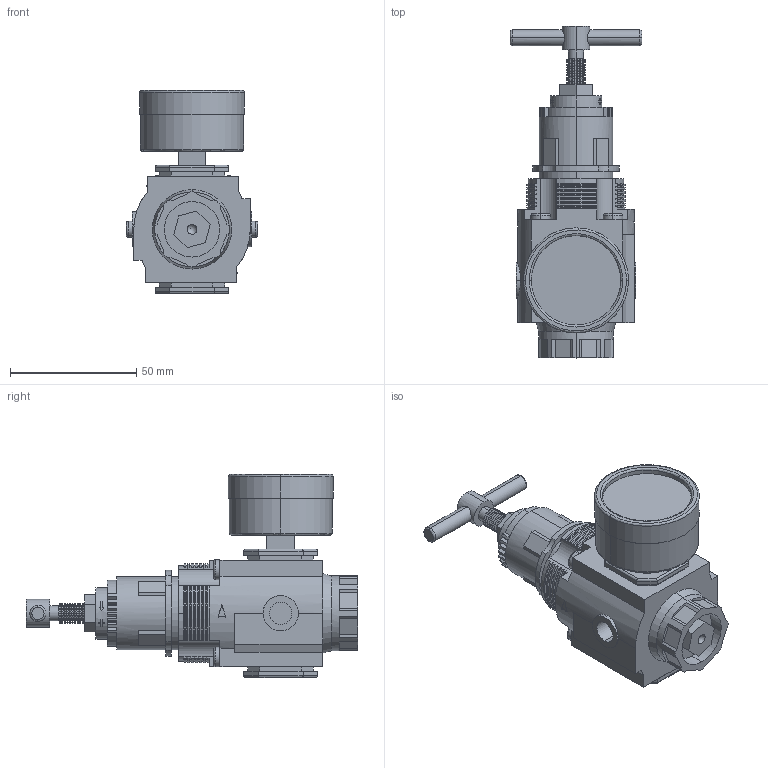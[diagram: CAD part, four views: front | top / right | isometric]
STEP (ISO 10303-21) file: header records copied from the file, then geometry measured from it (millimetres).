
FILE_DESCRIPTION (( 'STEP AP203' ), '1' );
FILE_NAME ('S90R002-0.STEP', '2015-10-20T13:57:03', ( '' ), ( '' ), 'SwSTEP 2.0', 'SolidWorks 2015', '' );
FILE_SCHEMA (( 'CONFIG_CONTROL_DESIGN' ));
Length unit declared in the file: inch
Products named in the file (1): S90R002-0
Bounding box: 52.07 x 131.37 x 80.36 mm (x, y, z)
Volume: 156472.5 mm3; surface area: 28980.4 mm2
Topology: 1 solids, 1 shells, 748 faces, 2027 edges, 1316 vertices
Faces by surface type: plane 400, cylinder 217, cone 112, bspline 18, sphere 1
Entity records: 24541 total; most frequent: CARTESIAN_POINT 5642, ORIENTED_EDGE 4048, DIRECTION 3852, EDGE_CURVE 2024, VERTEX_POINT 1314, AXIS2_PLACEMENT_3D 1300, LINE 1252, VECTOR 1252
